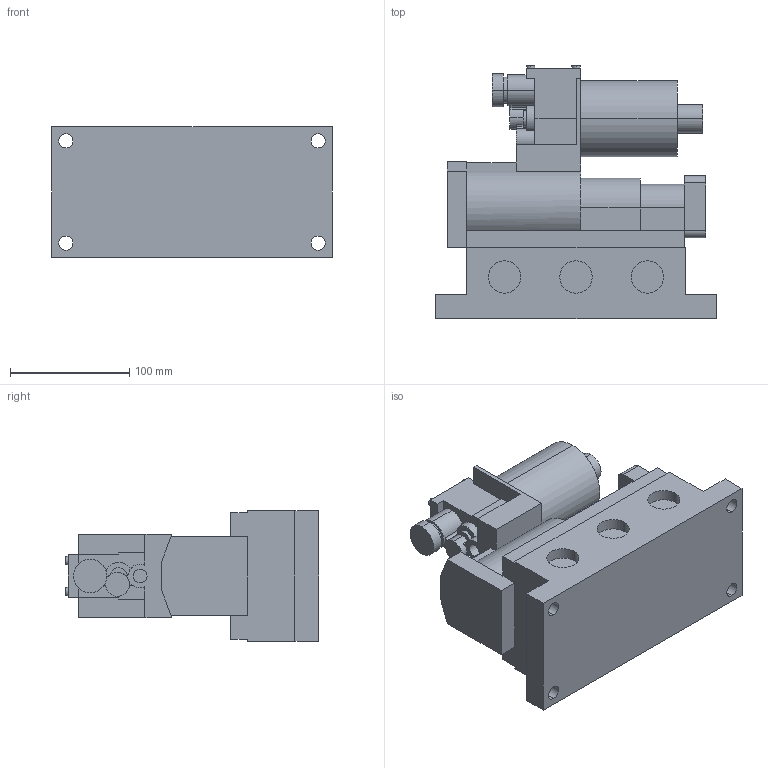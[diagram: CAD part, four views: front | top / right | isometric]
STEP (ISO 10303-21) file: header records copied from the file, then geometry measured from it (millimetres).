
FILE_DESCRIPTION (( 'STEP AP214' ), '1' );
FILE_NAME ('MVS2D-20A.STEP', '2025-09-02T08:06:12', ( '' ), ( '' ), 'SwSTEP 2.0', 'SolidWorks 2023', '' );
FILE_SCHEMA (( 'AUTOMOTIVE_DESIGN' ));
Length unit declared in the file: millimetre
Products named in the file (1): MVS2D-20A
Bounding box: 236 x 213 x 110 mm (x, y, z)
Volume: 2579804 mm3; surface area: 182935.6 mm2
Topology: 1 solids, 1 shells, 142 faces, 370 edges, 244 vertices
Faces by surface type: plane 81, cylinder 61
Entity records: 4423 total; most frequent: DIRECTION 790, CARTESIAN_POINT 757, ORIENTED_EDGE 740, EDGE_CURVE 370, AXIS2_PLACEMENT_3D 277, VERTEX_POINT 244, LINE 236, VECTOR 236
